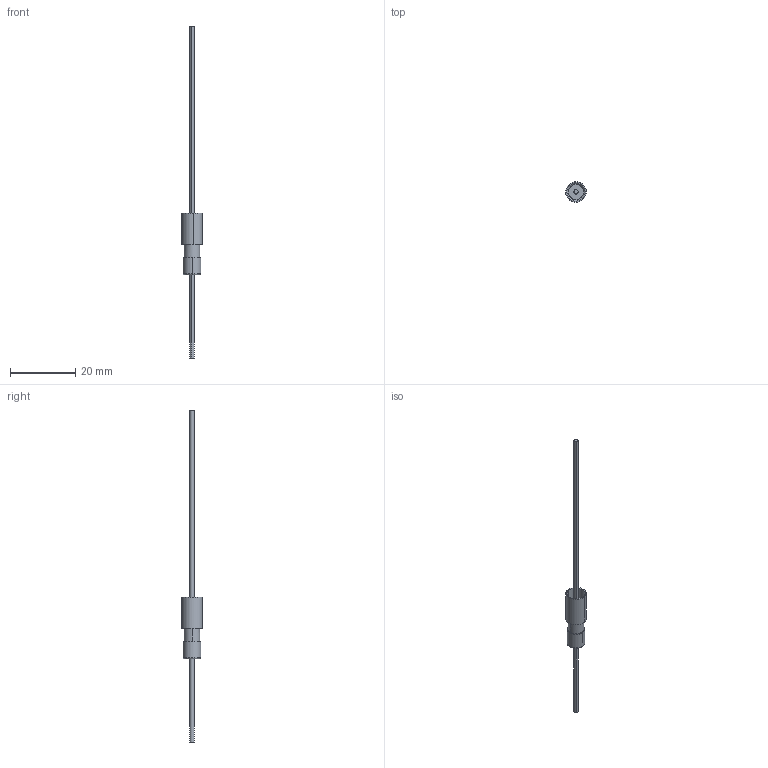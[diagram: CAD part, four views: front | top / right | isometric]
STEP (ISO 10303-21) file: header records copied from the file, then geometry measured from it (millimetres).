
FILE_DESCRIPTION (( 'STEP AP203' ), '1' );
FILE_NAME ('A0076-1-W.STEP', '2013-05-09T11:59:56', ( '' ), ( '' ), 'SwSTEP 2.0', 'SolidWorks 2012', '' );
FILE_SCHEMA (( 'CONFIG_CONTROL_DESIGN' ));
Length unit declared in the file: inch
Products named in the file (1): A0076-1-W
Bounding box: 6.27 x 6.27 x 101.6 mm (x, y, z)
Volume: 455.4 mm3; surface area: 995.2 mm2
Topology: 1 solids, 2 shells, 38 faces, 80 edges, 50 vertices
Faces by surface type: cylinder 20, cone 8, plane 8, torus 2
Entity records: 1117 total; most frequent: DIRECTION 210, CARTESIAN_POINT 169, ORIENTED_EDGE 160, AXIS2_PLACEMENT_3D 91, EDGE_CURVE 80, CIRCLE 52, VERTEX_POINT 50, EDGE_LOOP 44
